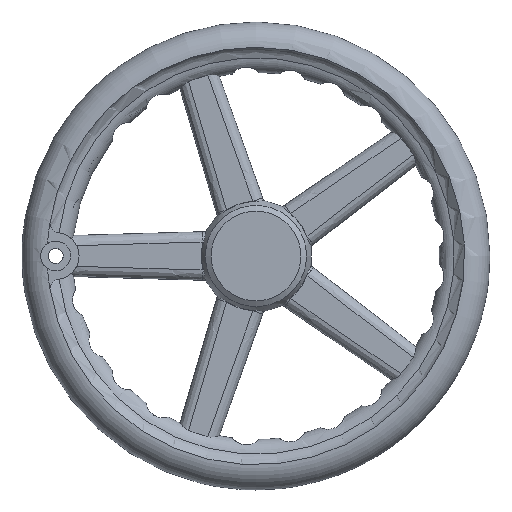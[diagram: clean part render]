
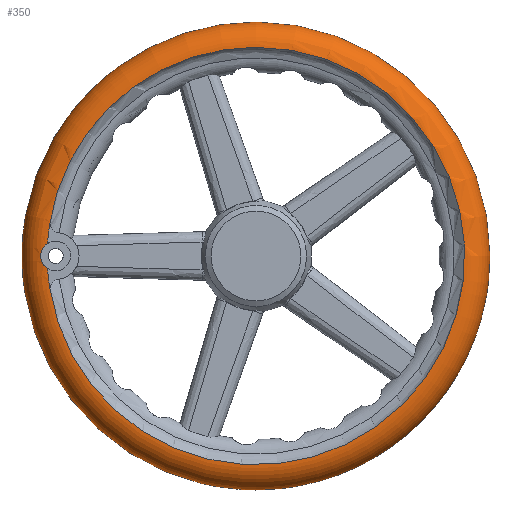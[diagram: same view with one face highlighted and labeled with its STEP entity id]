
A CAD part, left-side view. The second image highlights one B-rep face of the part: STEP entity #350.
In plain terms, the highlighted toroidal (fillet/blend) face has major radius 111.5 mm and minor radius 13.5 mm.
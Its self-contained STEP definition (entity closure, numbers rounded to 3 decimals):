
#350=ADVANCED_FACE('',(#664,#665),#460,.T.);
#460=TOROIDAL_SURFACE('',#1915,111.5,13.5);
#467=B_SPLINE_CURVE_WITH_KNOTS('',3,(#2353,#2354,#2355,#2356,#2357,#2358),
.UNSPECIFIED.,.F.,.F.,(4,2,4),(0.,0.5,1.),.UNSPECIFIED.);
#664=FACE_BOUND('',#710,.T.);
#665=FACE_BOUND('',#711,.T.);
#710=EDGE_LOOP('',(#864));
#711=EDGE_LOOP('',(#865,#866,#867,#868));
#864=ORIENTED_EDGE('',*,*,#1586,.T.);
#865=ORIENTED_EDGE('',*,*,#1593,.F.);
#866=ORIENTED_EDGE('',*,*,#1594,.F.);
#867=ORIENTED_EDGE('',*,*,#1595,.F.);
#868=ORIENTED_EDGE('',*,*,#1596,.F.);
#1397=VERTEX_POINT('',#2320);
#1404=VERTEX_POINT('',#2359);
#1405=VERTEX_POINT('',#2360);
#1406=VERTEX_POINT('',#2362);
#1407=VERTEX_POINT('',#2364);
#1586=EDGE_CURVE('',#1397,#1397,#1856,.T.);
#1593=EDGE_CURVE('',#1404,#1405,#467,.T.);
#1594=EDGE_CURVE('',#1406,#1404,#1860,.T.);
#1595=EDGE_CURVE('',#1407,#1406,#1861,.T.);
#1596=EDGE_CURVE('',#1405,#1407,#1862,.T.);
#1856=CIRCLE('',#1907,111.5);
#1860=CIRCLE('',#1912,111.5);
#1861=CIRCLE('',#1913,111.5);
#1862=CIRCLE('',#1914,111.5);
#1907=AXIS2_PLACEMENT_3D('',#2319,#2038,#2039);
#1912=AXIS2_PLACEMENT_3D('',#2361,#2048,#2049);
#1913=AXIS2_PLACEMENT_3D('',#2363,#2050,#2051);
#1914=AXIS2_PLACEMENT_3D('',#2365,#2052,#2053);
#1915=AXIS2_PLACEMENT_3D('',#2366,#2054,#2055);
#2038=DIRECTION('',(-1.,0.,0.));
#2039=DIRECTION('',(0.,0.,1.));
#2048=DIRECTION('',(-1.,0.,0.));
#2049=DIRECTION('',(0.,0.,1.));
#2050=DIRECTION('',(-1.,0.,0.));
#2051=DIRECTION('',(0.,0.,1.));
#2052=DIRECTION('',(-1.,0.,0.));
#2053=DIRECTION('',(0.,0.,1.));
#2054=DIRECTION('',(-1.,0.,0.));
#2055=DIRECTION('',(0.,0.,1.));
#2319=CARTESIAN_POINT('',(349.815,205.441,0.));
#2320=CARTESIAN_POINT('',(349.815,205.441,111.5));
#2353=CARTESIAN_POINT('',(322.815,316.737,6.749));
#2354=CARTESIAN_POINT('',(322.815,319.02,5.296));
#2355=CARTESIAN_POINT('',(323.276,320.442,2.687));
#2356=CARTESIAN_POINT('',(323.276,320.44,-2.693));
#2357=CARTESIAN_POINT('',(322.815,319.003,-5.306));
#2358=CARTESIAN_POINT('',(322.815,316.737,-6.749));
#2359=CARTESIAN_POINT('',(322.815,316.737,6.749));
#2360=CARTESIAN_POINT('',(322.815,316.737,-6.749));
#2361=CARTESIAN_POINT('',(322.815,205.441,0.));
#2362=CARTESIAN_POINT('',(322.815,315.559,17.5));
#2363=CARTESIAN_POINT('',(322.815,205.441,0.));
#2364=CARTESIAN_POINT('',(322.815,315.559,-17.5));
#2365=CARTESIAN_POINT('',(322.815,205.441,0.));
#2366=CARTESIAN_POINT('',(336.315,205.441,0.));
